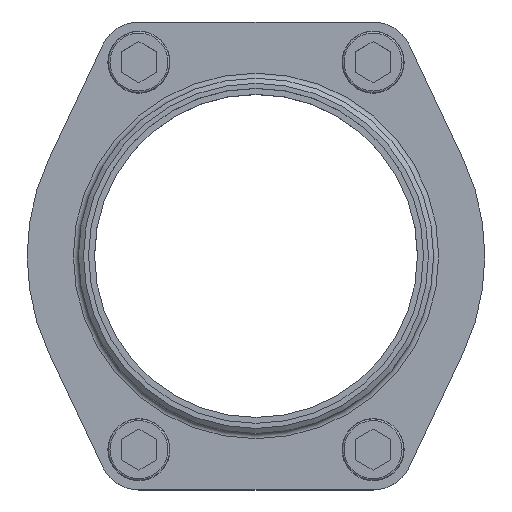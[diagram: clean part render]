
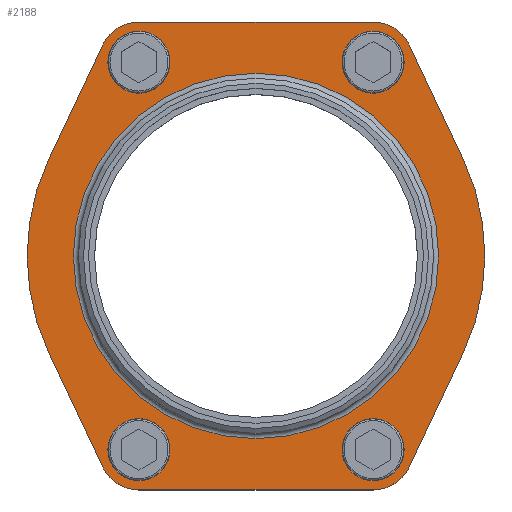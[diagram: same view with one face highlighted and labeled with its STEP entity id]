
A CAD part, top view. The second image highlights one B-rep face of the part: STEP entity #2188.
In plain terms, the highlighted planar face has unit normal (0, 0, 1).
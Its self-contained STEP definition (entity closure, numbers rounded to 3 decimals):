
#43=LINE('',#2988,#139);
#47=LINE('',#2998,#143);
#50=LINE('',#3006,#146);
#53=LINE('',#3014,#149);
#56=LINE('',#3022,#152);
#59=LINE('',#3030,#155);
#139=VECTOR('',#2520,1000.);
#143=VECTOR('',#2530,1000.);
#146=VECTOR('',#2539,1000.);
#149=VECTOR('',#2548,1000.);
#152=VECTOR('',#2557,1000.);
#155=VECTOR('',#2566,1000.);
#237=PLANE('',#2329);
#372=ORIENTED_EDGE('',*,*,#688,.F.);
#373=ORIENTED_EDGE('',*,*,#689,.F.);
#374=ORIENTED_EDGE('',*,*,#690,.F.);
#375=ORIENTED_EDGE('',*,*,#691,.F.);
#376=ORIENTED_EDGE('',*,*,#692,.T.);
#377=ORIENTED_EDGE('',*,*,#661,.T.);
#378=ORIENTED_EDGE('',*,*,#664,.T.);
#379=ORIENTED_EDGE('',*,*,#666,.T.);
#380=ORIENTED_EDGE('',*,*,#668,.T.);
#381=ORIENTED_EDGE('',*,*,#670,.T.);
#382=ORIENTED_EDGE('',*,*,#672,.T.);
#383=ORIENTED_EDGE('',*,*,#674,.T.);
#384=ORIENTED_EDGE('',*,*,#676,.T.);
#385=ORIENTED_EDGE('',*,*,#678,.T.);
#386=ORIENTED_EDGE('',*,*,#680,.T.);
#387=ORIENTED_EDGE('',*,*,#682,.T.);
#388=ORIENTED_EDGE('',*,*,#687,.T.);
#661=EDGE_CURVE('',#835,#834,#43,.T.);
#664=EDGE_CURVE('',#834,#836,#966,.T.);
#666=EDGE_CURVE('',#836,#837,#47,.T.);
#668=EDGE_CURVE('',#837,#838,#967,.T.);
#670=EDGE_CURVE('',#838,#839,#50,.T.);
#672=EDGE_CURVE('',#839,#840,#968,.T.);
#674=EDGE_CURVE('',#840,#841,#53,.T.);
#676=EDGE_CURVE('',#841,#842,#969,.T.);
#678=EDGE_CURVE('',#842,#843,#56,.T.);
#680=EDGE_CURVE('',#843,#844,#970,.T.);
#682=EDGE_CURVE('',#844,#845,#59,.T.);
#687=EDGE_CURVE('',#845,#835,#975,.T.);
#688=EDGE_CURVE('',#850,#850,#976,.T.);
#689=EDGE_CURVE('',#851,#851,#977,.T.);
#690=EDGE_CURVE('',#852,#852,#978,.T.);
#691=EDGE_CURVE('',#853,#853,#979,.T.);
#692=EDGE_CURVE('',#854,#854,#980,.T.);
#834=VERTEX_POINT('',#2987);
#835=VERTEX_POINT('',#2989);
#836=VERTEX_POINT('',#2993);
#837=VERTEX_POINT('',#2997);
#838=VERTEX_POINT('',#3001);
#839=VERTEX_POINT('',#3005);
#840=VERTEX_POINT('',#3009);
#841=VERTEX_POINT('',#3013);
#842=VERTEX_POINT('',#3017);
#843=VERTEX_POINT('',#3021);
#844=VERTEX_POINT('',#3025);
#845=VERTEX_POINT('',#3029);
#850=VERTEX_POINT('',#3048);
#851=VERTEX_POINT('',#3050);
#852=VERTEX_POINT('',#3052);
#853=VERTEX_POINT('',#3054);
#854=VERTEX_POINT('',#3056);
#966=CIRCLE('',#2304,90.);
#967=CIRCLE('',#2307,15.8);
#968=CIRCLE('',#2310,15.8);
#969=CIRCLE('',#2313,90.);
#970=CIRCLE('',#2316,15.8);
#975=CIRCLE('',#2328,15.8);
#976=CIRCLE('',#2330,12.2);
#977=CIRCLE('',#2331,12.2);
#978=CIRCLE('',#2332,12.2);
#979=CIRCLE('',#2333,12.2);
#980=CIRCLE('',#2334,71.85);
#1063=EDGE_LOOP('',(#372));
#1064=EDGE_LOOP('',(#373));
#1065=EDGE_LOOP('',(#374));
#1066=EDGE_LOOP('',(#375));
#1067=EDGE_LOOP('',(#376));
#1068=EDGE_LOOP('',(#377,#378,#379,#380,#381,#382,#383,#384,#385,#386,#387,
#388));
#1241=FACE_BOUND('',#1063,.T.);
#1242=FACE_BOUND('',#1064,.T.);
#1243=FACE_BOUND('',#1065,.T.);
#1244=FACE_BOUND('',#1066,.T.);
#1245=FACE_BOUND('',#1067,.T.);
#1246=FACE_BOUND('',#1068,.T.);
#2188=ADVANCED_FACE('',(#1241,#1242,#1243,#1244,#1245,#1246),#237,.T.);
#2304=AXIS2_PLACEMENT_3D('',#2994,#2525,#2526);
#2307=AXIS2_PLACEMENT_3D('',#3002,#2534,#2535);
#2310=AXIS2_PLACEMENT_3D('',#3010,#2543,#2544);
#2313=AXIS2_PLACEMENT_3D('',#3018,#2552,#2553);
#2316=AXIS2_PLACEMENT_3D('',#3026,#2561,#2562);
#2328=AXIS2_PLACEMENT_3D('',#3045,#2587,#2588);
#2329=AXIS2_PLACEMENT_3D('',#3046,#2589,#2590);
#2330=AXIS2_PLACEMENT_3D('',#3047,#2591,#2592);
#2331=AXIS2_PLACEMENT_3D('',#3049,#2593,#2594);
#2332=AXIS2_PLACEMENT_3D('',#3051,#2595,#2596);
#2333=AXIS2_PLACEMENT_3D('',#3053,#2597,#2598);
#2334=AXIS2_PLACEMENT_3D('',#3055,#2599,#2600);
#2520=DIRECTION('',(-0.427,-0.904,0.));
#2525=DIRECTION('',(0.,0.,1.));
#2526=DIRECTION('',(1.,0.,0.));
#2530=DIRECTION('',(0.427,-0.904,0.));
#2534=DIRECTION('',(0.,0.,1.));
#2535=DIRECTION('',(1.,0.,0.));
#2539=DIRECTION('',(1.,0.,0.));
#2543=DIRECTION('',(0.,0.,1.));
#2544=DIRECTION('',(1.,0.,0.));
#2548=DIRECTION('',(0.427,0.904,0.));
#2552=DIRECTION('',(0.,0.,1.));
#2553=DIRECTION('',(1.,0.,0.));
#2557=DIRECTION('',(-0.427,0.904,0.));
#2561=DIRECTION('',(0.,0.,1.));
#2562=DIRECTION('',(1.,0.,0.));
#2566=DIRECTION('',(-1.,0.,0.));
#2587=DIRECTION('',(0.,0.,1.));
#2588=DIRECTION('',(1.,0.,0.));
#2589=DIRECTION('',(0.,0.,1.));
#2590=DIRECTION('',(1.,0.,0.));
#2591=DIRECTION('',(0.,0.,1.));
#2592=DIRECTION('',(1.,0.,0.));
#2593=DIRECTION('',(0.,0.,1.));
#2594=DIRECTION('',(1.,0.,0.));
#2595=DIRECTION('',(0.,0.,1.));
#2596=DIRECTION('',(1.,0.,0.));
#2597=DIRECTION('',(0.,0.,1.));
#2598=DIRECTION('',(1.,0.,0.));
#2599=DIRECTION('',(0.,0.,-1.));
#2600=DIRECTION('',(-1.,0.,0.));
#2987=CARTESIAN_POINT('',(-81.366,38.466,28.));
#2988=CARTESIAN_POINT('',(-60.334,82.953,28.));
#2989=CARTESIAN_POINT('',(-60.334,82.953,28.));
#2993=CARTESIAN_POINT('',(-81.366,-38.466,28.));
#2994=CARTESIAN_POINT('',(0.,0.,28.));
#2997=CARTESIAN_POINT('',(-60.334,-82.953,28.));
#2998=CARTESIAN_POINT('',(-81.366,-38.466,28.));
#3001=CARTESIAN_POINT('',(-46.05,-92.,28.));
#3002=CARTESIAN_POINT('',(-46.05,-76.2,28.));
#3005=CARTESIAN_POINT('',(46.05,-92.,28.));
#3006=CARTESIAN_POINT('',(-46.05,-92.,28.));
#3009=CARTESIAN_POINT('',(60.334,-82.953,28.));
#3010=CARTESIAN_POINT('',(46.05,-76.2,28.));
#3013=CARTESIAN_POINT('',(81.366,-38.466,28.));
#3014=CARTESIAN_POINT('',(60.334,-82.953,28.));
#3017=CARTESIAN_POINT('',(81.366,38.466,28.));
#3018=CARTESIAN_POINT('',(0.,0.,28.));
#3021=CARTESIAN_POINT('',(60.334,82.953,28.));
#3022=CARTESIAN_POINT('',(81.366,38.466,28.));
#3025=CARTESIAN_POINT('',(46.05,92.,28.));
#3026=CARTESIAN_POINT('',(46.05,76.2,28.));
#3029=CARTESIAN_POINT('',(-46.05,92.,28.));
#3030=CARTESIAN_POINT('',(46.05,92.,28.));
#3045=CARTESIAN_POINT('',(-46.05,76.2,28.));
#3046=CARTESIAN_POINT('',(0.,0.,28.));
#3047=CARTESIAN_POINT('',(46.05,-76.2,28.));
#3048=CARTESIAN_POINT('',(58.25,-76.2,28.));
#3049=CARTESIAN_POINT('',(-46.05,-76.2,28.));
#3050=CARTESIAN_POINT('',(-33.85,-76.2,28.));
#3051=CARTESIAN_POINT('',(-46.05,76.2,28.));
#3052=CARTESIAN_POINT('',(-33.85,76.2,28.));
#3053=CARTESIAN_POINT('',(46.05,76.2,28.));
#3054=CARTESIAN_POINT('',(58.25,76.2,28.));
#3055=CARTESIAN_POINT('',(0.,0.,28.));
#3056=CARTESIAN_POINT('',(-71.85,0.,28.));
